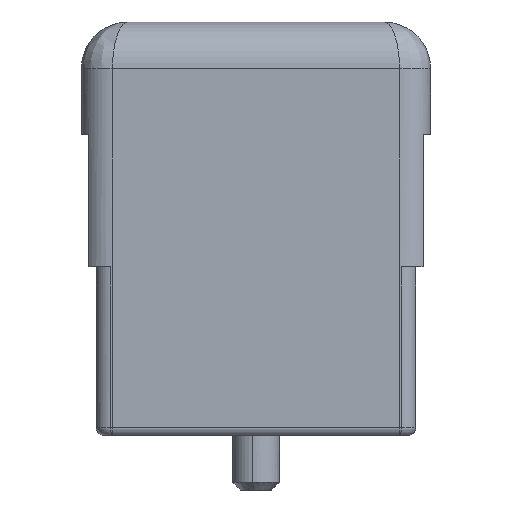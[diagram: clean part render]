
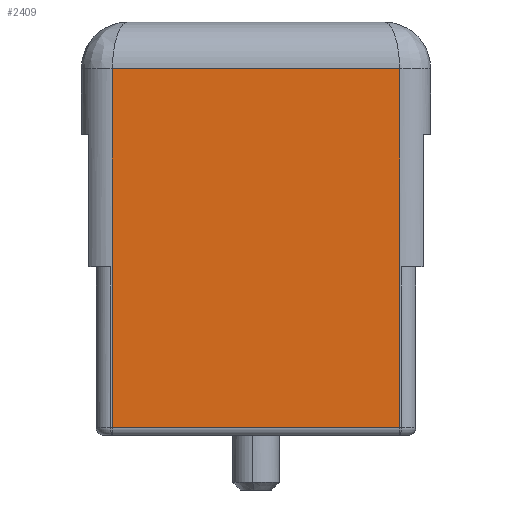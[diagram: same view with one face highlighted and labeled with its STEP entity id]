
A CAD part, front view. The second image highlights one B-rep face of the part: STEP entity #2409.
In plain terms, the highlighted planar face has unit normal (0, -1, 0).
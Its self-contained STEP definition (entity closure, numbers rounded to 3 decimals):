
#2382=AXIS2_PLACEMENT_3D('Plane Axis2P3D',#2379,#2380,#2381) ;
#1500=CARTESIAN_POINT('Vertex',(2.,0.,27.)) ;
#1503=CARTESIAN_POINT('Line Origine',(21.45,0.,27.)) ;
#1507=CARTESIAN_POINT('Vertex',(20.4,0.,27.)) ;
#2379=CARTESIAN_POINT('Axis2P3D Location',(21.45,0.,14.3)) ;
#2384=CARTESIAN_POINT('Line Origine',(2.,0.,15.5)) ;
#2388=CARTESIAN_POINT('Vertex',(2.,0.,4.)) ;
#2391=CARTESIAN_POINT('Line Origine',(11.2,0.,4.)) ;
#2395=CARTESIAN_POINT('Vertex',(20.4,0.,4.)) ;
#2398=CARTESIAN_POINT('Line Origine',(20.4,0.,15.5)) ;
#1504=DIRECTION('Vector Direction',(1.,0.,0.)) ;
#2380=DIRECTION('Axis2P3D Direction',(0.,-1.,0.)) ;
#2381=DIRECTION('Axis2P3D XDirection',(1.,0.,0.)) ;
#2385=DIRECTION('Vector Direction',(0.,0.,-1.)) ;
#2392=DIRECTION('Vector Direction',(1.,0.,0.)) ;
#2399=DIRECTION('Vector Direction',(0.,0.,1.)) ;
#1505=VECTOR('Line Direction',#1504,1.) ;
#2386=VECTOR('Line Direction',#2385,1.) ;
#2393=VECTOR('Line Direction',#2392,1.) ;
#2400=VECTOR('Line Direction',#2399,1.) ;
#2404=ORIENTED_EDGE('',*,*,#2390,.T.) ;
#2405=ORIENTED_EDGE('',*,*,#2397,.T.) ;
#2406=ORIENTED_EDGE('',*,*,#2402,.T.) ;
#2407=ORIENTED_EDGE('',*,*,#1509,.T.) ;
#2409=ADVANCED_FACE('Hauptkoerper',(#2408),#2383,.T.) ;
#1509=EDGE_CURVE('',#1508,#1501,#1506,.F.) ;
#2390=EDGE_CURVE('',#1501,#2389,#2387,.T.) ;
#2397=EDGE_CURVE('',#2389,#2396,#2394,.T.) ;
#2402=EDGE_CURVE('',#2396,#1508,#2401,.T.) ;
#2403=EDGE_LOOP('',(#2404,#2405,#2406,#2407)) ;
#2408=FACE_OUTER_BOUND('',#2403,.T.) ;
#1506=LINE('Line',#1503,#1505) ;
#2387=LINE('Line',#2384,#2386) ;
#2394=LINE('Line',#2391,#2393) ;
#2401=LINE('Line',#2398,#2400) ;
#2383=PLANE('',#2382) ;
#1501=VERTEX_POINT('',#1500) ;
#1508=VERTEX_POINT('',#1507) ;
#2389=VERTEX_POINT('',#2388) ;
#2396=VERTEX_POINT('',#2395) ;
